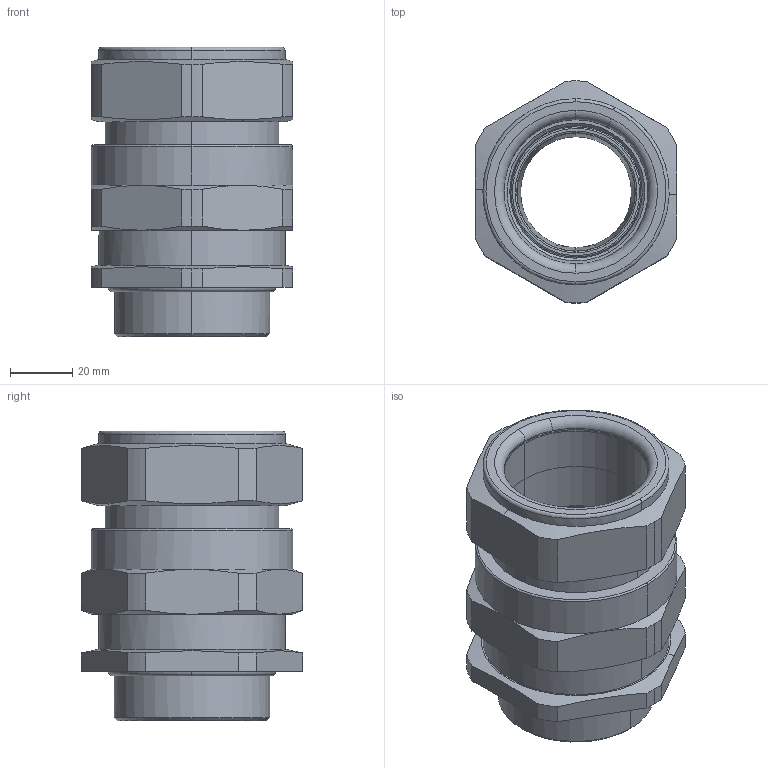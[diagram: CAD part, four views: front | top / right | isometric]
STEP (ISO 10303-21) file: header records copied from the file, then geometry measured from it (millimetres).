
FILE_DESCRIPTION(('CATIA V5 STEP Exchange','CAx-IF Rec.Pracs.--- Model Styling and Organization---1.4--- 2014-01-23'),'2;1');
FILE_NAME ('202311-1_0_1188080000_1188080000.stp','2023-01-03T07:14:57+00:00',('none'),('Weidmueller'),'CATIA Version 5-6 Release 2016 SP3 HF44','CATIA V5 STEP AP214','none');
FILE_SCHEMA(('AUTOMOTIVE_DESIGN { 1 0 10303 214 1 1 1 1 }'));
Length unit declared in the file: millimetre
Products named in the file (1): E1XZ/50S/M50-WM
Bounding box: 65 x 71.5 x 93.35 mm (x, y, z)
Volume: 142509 mm3; surface area: 70100.4 mm2
Topology: 4 solids, 4 shells, 234 faces, 554 edges, 342 vertices
Faces by surface type: cylinder 76, cone 69, torus 49, plane 40
Entity records: 6632 total; most frequent: CARTESIAN_POINT 1473, ORIENTED_EDGE 1108, DIRECTION 889, EDGE_CURVE 554, AXIS2_PLACEMENT_3D 535, VERTEX_POINT 342, CIRCLE 336, EDGE_LOOP 256
